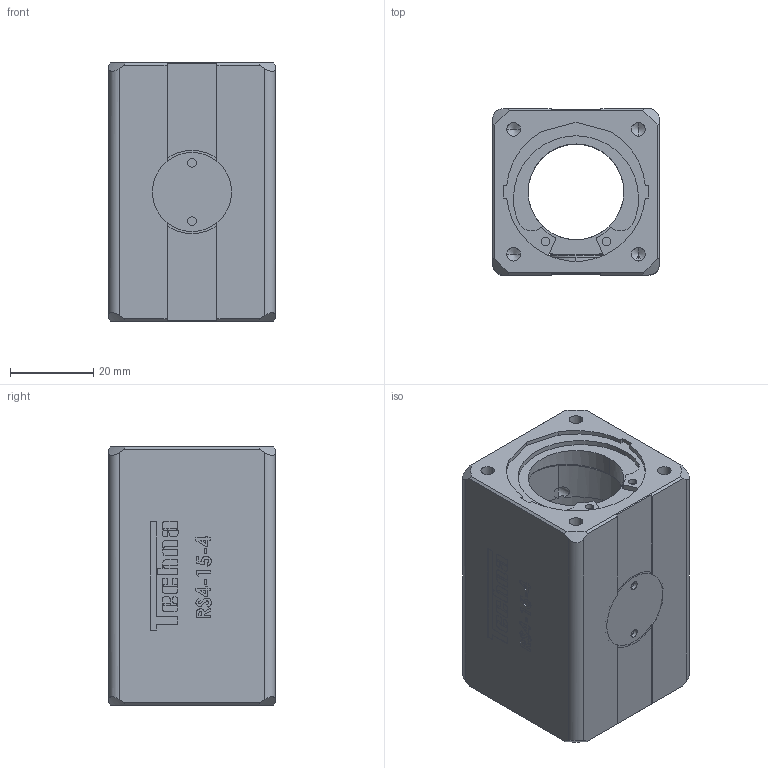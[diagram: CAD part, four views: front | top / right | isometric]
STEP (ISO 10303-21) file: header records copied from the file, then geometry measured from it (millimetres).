
FILE_DESCRIPTION (( 'STEP AP214' ), '1' );
FILE_NAME ('RS4-15-4.STEP', '2020-06-15T12:45:42', ( '' ), ( '' ), 'SwSTEP 2.0', 'SolidWorks 2020', '' );
FILE_SCHEMA (( 'AUTOMOTIVE_DESIGN' ));
Length unit declared in the file: millimetre
Products named in the file (1): RS4-15-4
Bounding box: 40 x 40 x 62 mm (x, y, z)
Volume: 45826.4 mm3; surface area: 25184.8 mm2
Topology: 7 solids, 7 shells, 720 faces, 1988 edges, 1310 vertices
Faces by surface type: plane 382, cylinder 239, bspline 73, cone 26
Entity records: 32103 total; most frequent: CARTESIAN_POINT 8918, ORIENTED_EDGE 3944, DIRECTION 3529, EDGE_CURVE 1972, VERTEX_POINT 1310, VECTOR 1271, LINE 1271, AXIS2_PLACEMENT_3D 1129
